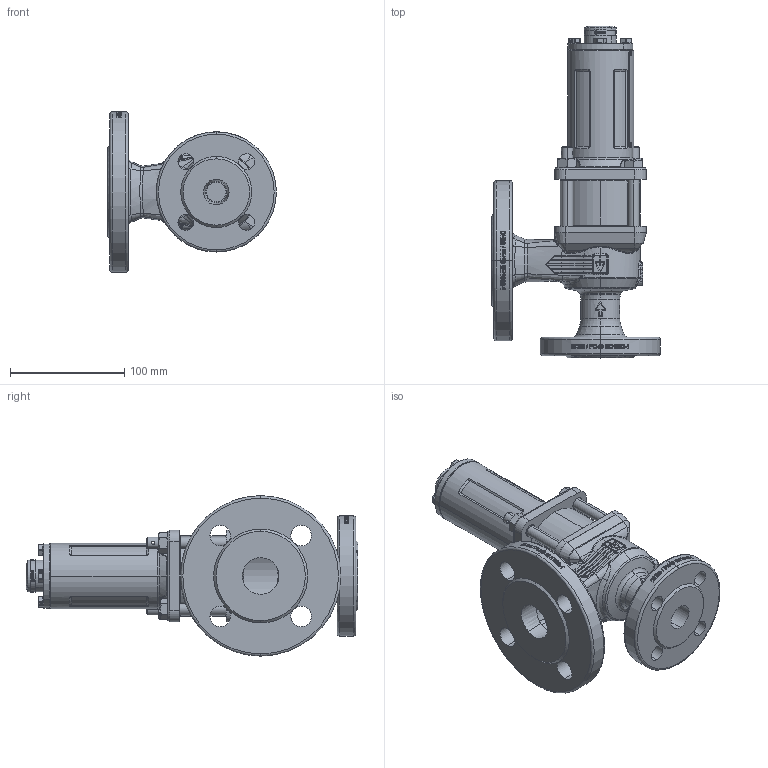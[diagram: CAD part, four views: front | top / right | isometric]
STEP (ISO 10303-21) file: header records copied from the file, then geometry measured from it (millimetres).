
FILE_DESCRIPTION (( 'STEP AP214' ), '1' );
FILE_NAME ('455TBGFO_20_FLFL_2032_MD.STEP', '2020-07-08T12:20:17', ( '' ), ( '' ), 'SwSTEP 2.0', 'SolidWorks 2018', '' );
FILE_SCHEMA (( 'AUTOMOTIVE_DESIGN' ));
Length unit declared in the file: millimetre
Products named in the file (2): 455TBGFO_20_FLFL_2032_MD
Bounding box: 147.5 x 290 x 140 mm (x, y, z)
Volume: 781732.5 mm3; surface area: 221583.5 mm2
Topology: 16 solids, 16 shells, 1714 faces, 4790 edges, 3268 vertices
Faces by surface type: bspline 554, cylinder 470, plane 449, cone 160, torus 70, sphere 11
Entity records: 137604 total; most frequent: CARTESIAN_POINT 78344, ORIENTED_EDGE 9514, DIRECTION 6741, EDGE_CURVE 4757, VERTEX_POINT 3268, AXIS2_PLACEMENT_3D 2686, EDGE_LOOP 1969, B_SPLINE_CURVE_WITH_KNOTS 1846
